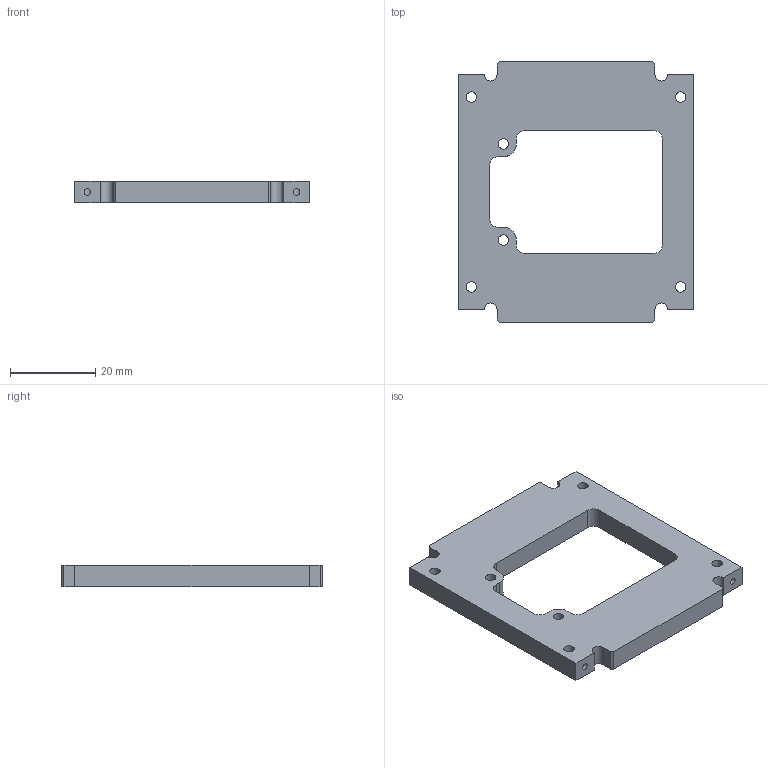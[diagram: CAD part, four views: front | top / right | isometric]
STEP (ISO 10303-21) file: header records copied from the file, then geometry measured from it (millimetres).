
FILE_DESCRIPTION(/* description */ (''),/* implementation_level */ '2;1');
FILE_NAME(/* name */ 'HeadUpperFrame.stp',/* time_stamp */ '2024-06-13T11:21:38+09:00',/* author */ ('masato'),/* organization */ (''),/* preprocessor_version */ 'ST-DEVELOPER v20',/* originating_system */ 'Autodesk Inventor 2024',/* authorisation */ '');
FILE_SCHEMA (('AUTOMOTIVE_DESIGN { 1 0 10303 214 3 1 1 }'));
Length unit declared in the file: millimetre
Products named in the file (1): HeadUpperFrame
Bounding box: 55 x 61 x 5 mm (x, y, z)
Volume: 10546.6 mm3; surface area: 6371.7 mm2
Topology: 1 solids, 1 shells, 48 faces, 142 edges, 96 vertices
Faces by surface type: plane 26, cylinder 22
Full cylindrical faces by diameter (mm): 1.567 x4, 2.459 x6
Entity records: 1825 total; most frequent: CARTESIAN_POINT 423, ORIENTED_EDGE 284, DIRECTION 272, EDGE_CURVE 142, VERTEX_POINT 96, LINE 94, VECTOR 94, AXIS2_PLACEMENT_3D 89
